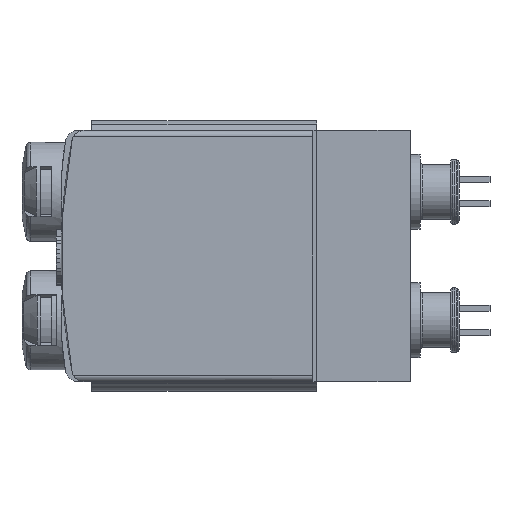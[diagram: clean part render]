
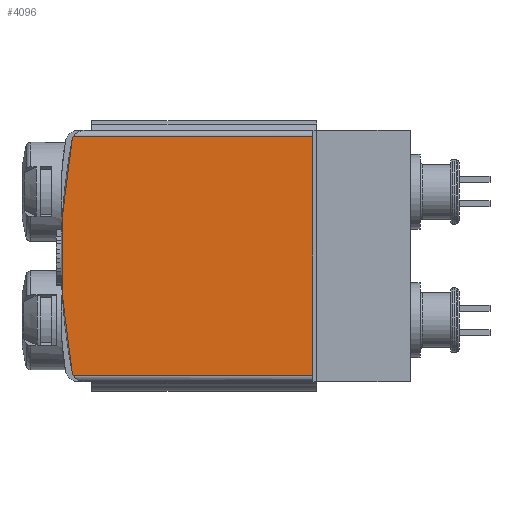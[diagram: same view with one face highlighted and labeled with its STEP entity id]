
A CAD part, left-side view. The second image highlights one B-rep face of the part: STEP entity #4096.
In plain terms, the highlighted planar face has unit normal (-1, 0, 0).
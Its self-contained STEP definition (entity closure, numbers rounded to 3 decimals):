
#38=PLANE('',#4469);
#335=LINE('',#6521,#717);
#337=LINE('',#6524,#719);
#338=LINE('',#6526,#720);
#717=VECTOR('',#5120,1000.);
#719=VECTOR('',#5124,1000.);
#720=VECTOR('',#5125,1000.);
#1037=CIRCLE('',#4343,50.);
#1094=CIRCLE('',#4466,1.);
#1096=CIRCLE('',#4470,1.);
#1394=ORIENTED_EDGE('',*,*,#2592,.F.);
#1395=ORIENTED_EDGE('',*,*,#2593,.F.);
#1396=ORIENTED_EDGE('',*,*,#2594,.F.);
#1397=ORIENTED_EDGE('',*,*,#2407,.F.);
#1398=ORIENTED_EDGE('',*,*,#2588,.F.);
#1399=ORIENTED_EDGE('',*,*,#2590,.T.);
#2407=EDGE_CURVE('',#3012,#3013,#1037,.T.);
#2588=EDGE_CURVE('',#3183,#3012,#1094,.T.);
#2590=EDGE_CURVE('',#3183,#3184,#335,.T.);
#2592=EDGE_CURVE('',#3186,#3184,#337,.T.);
#2593=EDGE_CURVE('',#3187,#3186,#338,.T.);
#2594=EDGE_CURVE('',#3013,#3187,#1096,.T.);
#3012=VERTEX_POINT('',#6107);
#3013=VERTEX_POINT('',#6109);
#3183=VERTEX_POINT('',#6515);
#3184=VERTEX_POINT('',#6519);
#3186=VERTEX_POINT('',#6525);
#3187=VERTEX_POINT('',#6527);
#3464=EDGE_LOOP('',(#1394,#1395,#1396,#1397,#1398,#1399));
#3763=FACE_BOUND('',#3464,.T.);
#4096=ADVANCED_FACE('',(#3763),#38,.F.);
#4343=AXIS2_PLACEMENT_3D('',#6108,#4803,#4804);
#4466=AXIS2_PLACEMENT_3D('',#6516,#5114,#5115);
#4469=AXIS2_PLACEMENT_3D('',#6523,#5122,#5123);
#4470=AXIS2_PLACEMENT_3D('',#6528,#5126,#5127);
#4803=DIRECTION('',(1.,0.,0.));
#4804=DIRECTION('',(0.,0.,-1.));
#5114=DIRECTION('',(1.,0.,0.));
#5115=DIRECTION('',(0.,0.,-1.));
#5120=DIRECTION('',(0.,-1.,0.));
#5122=DIRECTION('',(1.,0.,0.));
#5123=DIRECTION('',(0.,0.,-1.));
#5124=DIRECTION('',(0.,0.,-1.));
#5125=DIRECTION('',(0.,-1.,0.));
#5126=DIRECTION('',(1.,0.,0.));
#5127=DIRECTION('',(0.,0.,-1.));
#6107=CARTESIAN_POINT('',(0.,19.951,-9.439));
#6108=CARTESIAN_POINT('',(0.,-29.15,0.));
#6109=CARTESIAN_POINT('',(0.,19.951,9.439));
#6515=CARTESIAN_POINT('',(0.,19.835,-9.75));
#6516=CARTESIAN_POINT('',(0.,18.969,-9.25));
#6519=CARTESIAN_POINT('',(0.,0.3,-9.75));
#6521=CARTESIAN_POINT('',(0.,23.,-9.75));
#6523=CARTESIAN_POINT('',(0.,23.,-9.75));
#6524=CARTESIAN_POINT('',(0.,0.3,-9.75));
#6525=CARTESIAN_POINT('',(0.,0.3,9.75));
#6526=CARTESIAN_POINT('',(0.,23.,9.75));
#6527=CARTESIAN_POINT('',(0.,19.835,9.75));
#6528=CARTESIAN_POINT('',(0.,18.969,9.25));
